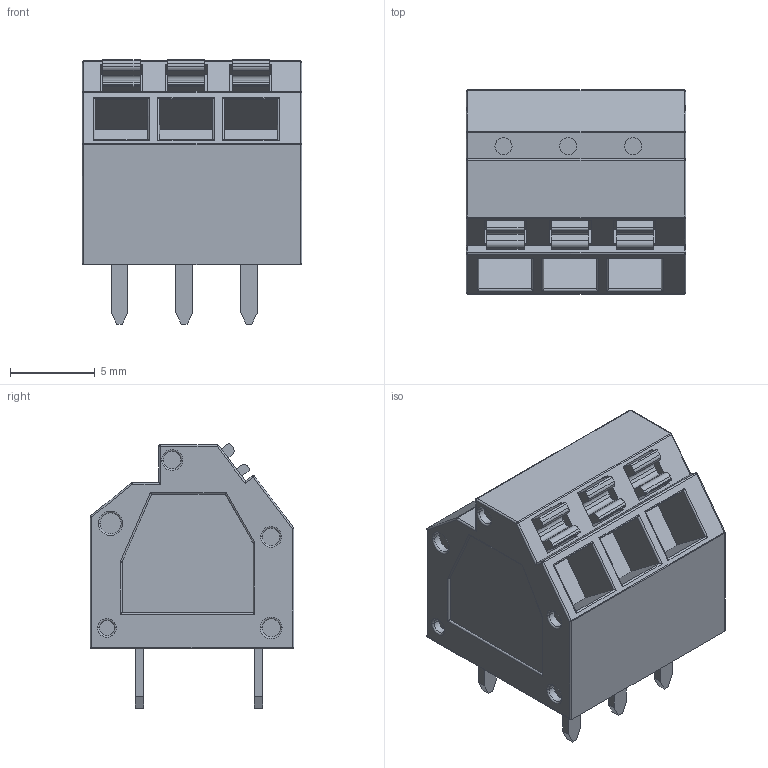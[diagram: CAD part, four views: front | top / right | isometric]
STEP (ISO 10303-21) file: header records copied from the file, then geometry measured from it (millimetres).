
FILE_DESCRIPTION (( 'STEP AP214' ), '1' );
FILE_NAME ('CONN-TH_KF250NH-3.81-3P.step', '2022-08-02T16:09:38', ( '' ), ( '' ), 'SwSTEP 2.0', 'SolidWorks 2020', '' );
FILE_SCHEMA (( 'AUTOMOTIVE_DESIGN' ));
Length unit declared in the file: millimetre
Products named in the file (1): CONN-TH_KF250NH-3.81-3P
Bounding box: 12.93 x 12 x 15.57 mm (x, y, z)
Volume: 1431 mm3; surface area: 1107.6 mm2
Topology: 14 solids, 14 shells, 551 faces, 1392 edges, 899 vertices
Faces by surface type: plane 308, bspline 114, cylinder 94, torus 20, sphere 15
Entity records: 22896 total; most frequent: CARTESIAN_POINT 5305, ORIENTED_EDGE 2768, DIRECTION 2166, EDGE_CURVE 1384, LINE 942, VECTOR 942, VERTEX_POINT 899, AXIS2_PLACEMENT_3D 612
